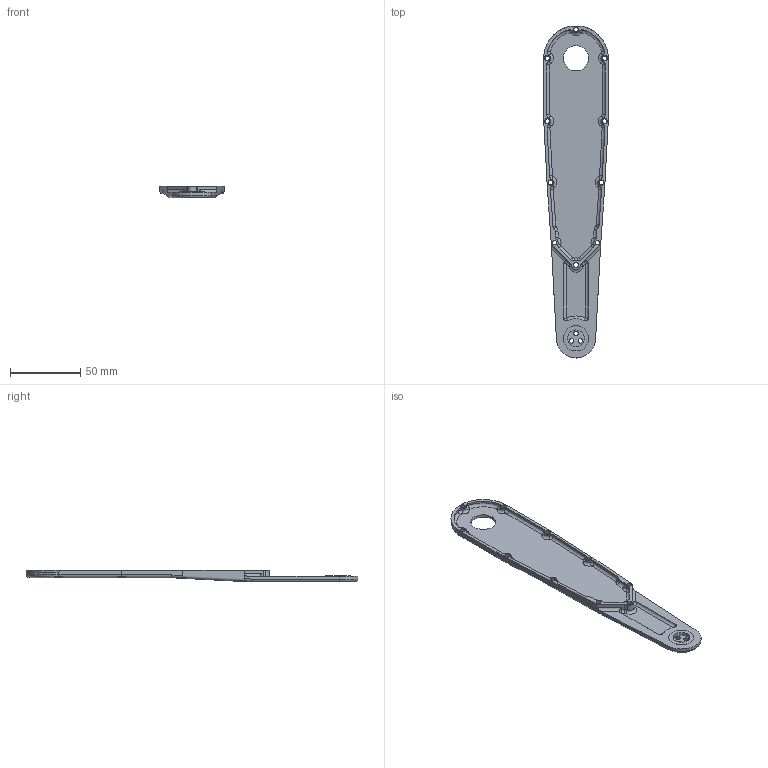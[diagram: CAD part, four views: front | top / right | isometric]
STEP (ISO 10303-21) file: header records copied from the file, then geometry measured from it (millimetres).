
FILE_DESCRIPTION(/* description */ (''),/* implementation_level */ '2;1');
FILE_NAME(/* name */ 'upper link 2.step',/* time_stamp */ '2019-12-16T08:01:46+09:00',/* author */ (''),/* organization */ (''),/* preprocessor_version */ 'ST-DEVELOPER v18',/* originating_system */ 'Autodesk Translation Framework v8.12.0.6',/* authorisation */ '');
FILE_SCHEMA (('AUTOMOTIVE_DESIGN { 1 0 10303 214 3 1 1 }'));
Length unit declared in the file: millimetre
Products named in the file (1): upper link 2
Bounding box: 46.03 x 237 x 8.5 mm (x, y, z)
Volume: 26807.9 mm3; surface area: 21690.4 mm2
Topology: 1 solids, 1 shells, 234 faces, 594 edges, 371 vertices
Faces by surface type: cylinder 110, plane 67, bspline 34, torus 19, sphere 4
Full cylindrical faces by diameter (mm): 3.2 x13, 3.7 x8, 5.7 x1, 12 x1, 18 x2
Entity records: 7506 total; most frequent: CARTESIAN_POINT 1641, DIRECTION 1318, ORIENTED_EDGE 1182, EDGE_CURVE 591, AXIS2_PLACEMENT_3D 540, VERTEX_POINT 371, CIRCLE 297, EDGE_LOOP 274
